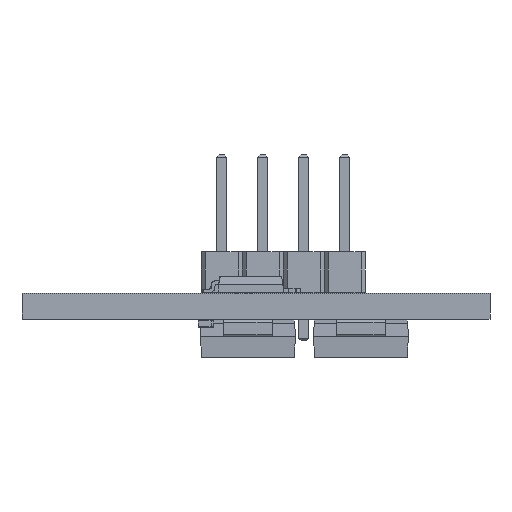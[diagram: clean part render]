
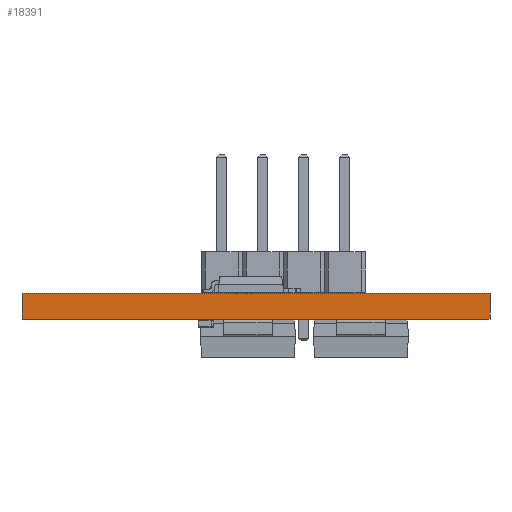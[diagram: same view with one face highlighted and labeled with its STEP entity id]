
A CAD part, front view. The second image highlights one B-rep face of the part: STEP entity #18391.
In plain terms, the highlighted planar face has unit normal (0, -1, 0).
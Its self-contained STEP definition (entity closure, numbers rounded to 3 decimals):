
#18210 = PLANE('',#18211);
#18211 = AXIS2_PLACEMENT_3D('',#18212,#18213,#18214);
#18212 = CARTESIAN_POINT('',(157.,-139.,0.));
#18213 = DIRECTION('',(1.,0.,-0.));
#18214 = DIRECTION('',(0.,-1.,0.));
#18235 = VERTEX_POINT('',#18236);
#18236 = CARTESIAN_POINT('',(157.,-193.5,1.6));
#18250 = PLANE('',#18251);
#18251 = AXIS2_PLACEMENT_3D('',#18252,#18253,#18254);
#18252 = CARTESIAN_POINT('',(142.767,-166.517,1.6));
#18253 = DIRECTION('',(-0.,-0.,-1.));
#18254 = DIRECTION('',(-1.,0.,0.));
#18262 = EDGE_CURVE('',#18263,#18235,#18265,.T.);
#18263 = VERTEX_POINT('',#18264);
#18264 = CARTESIAN_POINT('',(157.,-193.5,0.));
#18265 = SURFACE_CURVE('',#18266,(#18270,#18277),.PCURVE_S1.);
#18266 = LINE('',#18267,#18268);
#18267 = CARTESIAN_POINT('',(157.,-193.5,0.));
#18268 = VECTOR('',#18269,1.);
#18269 = DIRECTION('',(0.,0.,1.));
#18270 = PCURVE('',#18210,#18271);
#18271 = DEFINITIONAL_REPRESENTATION('',(#18272),#18276);
#18272 = LINE('',#18273,#18274);
#18273 = CARTESIAN_POINT('',(54.5,0.));
#18274 = VECTOR('',#18275,1.);
#18275 = DIRECTION('',(0.,-1.));
#18276 = ( GEOMETRIC_REPRESENTATION_CONTEXT(2) 
PARAMETRIC_REPRESENTATION_CONTEXT() REPRESENTATION_CONTEXT('2D SPACE',''
  ) );
#18277 = PCURVE('',#18278,#18283);
#18278 = PLANE('',#18279);
#18279 = AXIS2_PLACEMENT_3D('',#18280,#18281,#18282);
#18280 = CARTESIAN_POINT('',(157.,-193.5,0.));
#18281 = DIRECTION('',(0.,-1.,0.));
#18282 = DIRECTION('',(-1.,0.,0.));
#18283 = DEFINITIONAL_REPRESENTATION('',(#18284),#18288);
#18284 = LINE('',#18285,#18286);
#18285 = CARTESIAN_POINT('',(0.,-0.));
#18286 = VECTOR('',#18287,1.);
#18287 = DIRECTION('',(0.,-1.));
#18288 = ( GEOMETRIC_REPRESENTATION_CONTEXT(2) 
PARAMETRIC_REPRESENTATION_CONTEXT() REPRESENTATION_CONTEXT('2D SPACE',''
  ) );
#18304 = PLANE('',#18305);
#18305 = AXIS2_PLACEMENT_3D('',#18306,#18307,#18308);
#18306 = CARTESIAN_POINT('',(142.767,-166.517,0.));
#18307 = DIRECTION('',(-0.,-0.,-1.));
#18308 = DIRECTION('',(-1.,0.,0.));
#18391 = ADVANCED_FACE('',(#18392),#18278,.T.);
#18392 = FACE_BOUND('',#18393,.T.);
#18393 = EDGE_LOOP('',(#18394,#18395,#18418,#18446));
#18394 = ORIENTED_EDGE('',*,*,#18262,.T.);
#18395 = ORIENTED_EDGE('',*,*,#18396,.T.);
#18396 = EDGE_CURVE('',#18235,#18397,#18399,.T.);
#18397 = VERTEX_POINT('',#18398);
#18398 = CARTESIAN_POINT('',(128.,-193.5,1.6));
#18399 = SURFACE_CURVE('',#18400,(#18404,#18411),.PCURVE_S1.);
#18400 = LINE('',#18401,#18402);
#18401 = CARTESIAN_POINT('',(157.,-193.5,1.6));
#18402 = VECTOR('',#18403,1.);
#18403 = DIRECTION('',(-1.,0.,0.));
#18404 = PCURVE('',#18278,#18405);
#18405 = DEFINITIONAL_REPRESENTATION('',(#18406),#18410);
#18406 = LINE('',#18407,#18408);
#18407 = CARTESIAN_POINT('',(0.,-1.6));
#18408 = VECTOR('',#18409,1.);
#18409 = DIRECTION('',(1.,0.));
#18410 = ( GEOMETRIC_REPRESENTATION_CONTEXT(2) 
PARAMETRIC_REPRESENTATION_CONTEXT() REPRESENTATION_CONTEXT('2D SPACE',''
  ) );
#18411 = PCURVE('',#18250,#18412);
#18412 = DEFINITIONAL_REPRESENTATION('',(#18413),#18417);
#18413 = LINE('',#18414,#18415);
#18414 = CARTESIAN_POINT('',(-14.233,-26.983));
#18415 = VECTOR('',#18416,1.);
#18416 = DIRECTION('',(1.,0.));
#18417 = ( GEOMETRIC_REPRESENTATION_CONTEXT(2) 
PARAMETRIC_REPRESENTATION_CONTEXT() REPRESENTATION_CONTEXT('2D SPACE',''
  ) );
#18418 = ORIENTED_EDGE('',*,*,#18419,.F.);
#18419 = EDGE_CURVE('',#18420,#18397,#18422,.T.);
#18420 = VERTEX_POINT('',#18421);
#18421 = CARTESIAN_POINT('',(128.,-193.5,0.));
#18422 = SURFACE_CURVE('',#18423,(#18427,#18434),.PCURVE_S1.);
#18423 = LINE('',#18424,#18425);
#18424 = CARTESIAN_POINT('',(128.,-193.5,0.));
#18425 = VECTOR('',#18426,1.);
#18426 = DIRECTION('',(0.,0.,1.));
#18427 = PCURVE('',#18278,#18428);
#18428 = DEFINITIONAL_REPRESENTATION('',(#18429),#18433);
#18429 = LINE('',#18430,#18431);
#18430 = CARTESIAN_POINT('',(29.,0.));
#18431 = VECTOR('',#18432,1.);
#18432 = DIRECTION('',(0.,-1.));
#18433 = ( GEOMETRIC_REPRESENTATION_CONTEXT(2) 
PARAMETRIC_REPRESENTATION_CONTEXT() REPRESENTATION_CONTEXT('2D SPACE',''
  ) );
#18434 = PCURVE('',#18435,#18440);
#18435 = PLANE('',#18436);
#18436 = AXIS2_PLACEMENT_3D('',#18437,#18438,#18439);
#18437 = CARTESIAN_POINT('',(128.,-193.5,0.));
#18438 = DIRECTION('',(-1.,0.,0.));
#18439 = DIRECTION('',(0.,1.,0.));
#18440 = DEFINITIONAL_REPRESENTATION('',(#18441),#18445);
#18441 = LINE('',#18442,#18443);
#18442 = CARTESIAN_POINT('',(0.,0.));
#18443 = VECTOR('',#18444,1.);
#18444 = DIRECTION('',(0.,-1.));
#18445 = ( GEOMETRIC_REPRESENTATION_CONTEXT(2) 
PARAMETRIC_REPRESENTATION_CONTEXT() REPRESENTATION_CONTEXT('2D SPACE',''
  ) );
#18446 = ORIENTED_EDGE('',*,*,#18447,.F.);
#18447 = EDGE_CURVE('',#18263,#18420,#18448,.T.);
#18448 = SURFACE_CURVE('',#18449,(#18453,#18460),.PCURVE_S1.);
#18449 = LINE('',#18450,#18451);
#18450 = CARTESIAN_POINT('',(157.,-193.5,0.));
#18451 = VECTOR('',#18452,1.);
#18452 = DIRECTION('',(-1.,0.,0.));
#18453 = PCURVE('',#18278,#18454);
#18454 = DEFINITIONAL_REPRESENTATION('',(#18455),#18459);
#18455 = LINE('',#18456,#18457);
#18456 = CARTESIAN_POINT('',(0.,-0.));
#18457 = VECTOR('',#18458,1.);
#18458 = DIRECTION('',(1.,0.));
#18459 = ( GEOMETRIC_REPRESENTATION_CONTEXT(2) 
PARAMETRIC_REPRESENTATION_CONTEXT() REPRESENTATION_CONTEXT('2D SPACE',''
  ) );
#18460 = PCURVE('',#18304,#18461);
#18461 = DEFINITIONAL_REPRESENTATION('',(#18462),#18466);
#18462 = LINE('',#18463,#18464);
#18463 = CARTESIAN_POINT('',(-14.233,-26.983));
#18464 = VECTOR('',#18465,1.);
#18465 = DIRECTION('',(1.,0.));
#18466 = ( GEOMETRIC_REPRESENTATION_CONTEXT(2) 
PARAMETRIC_REPRESENTATION_CONTEXT() REPRESENTATION_CONTEXT('2D SPACE',''
  ) );
